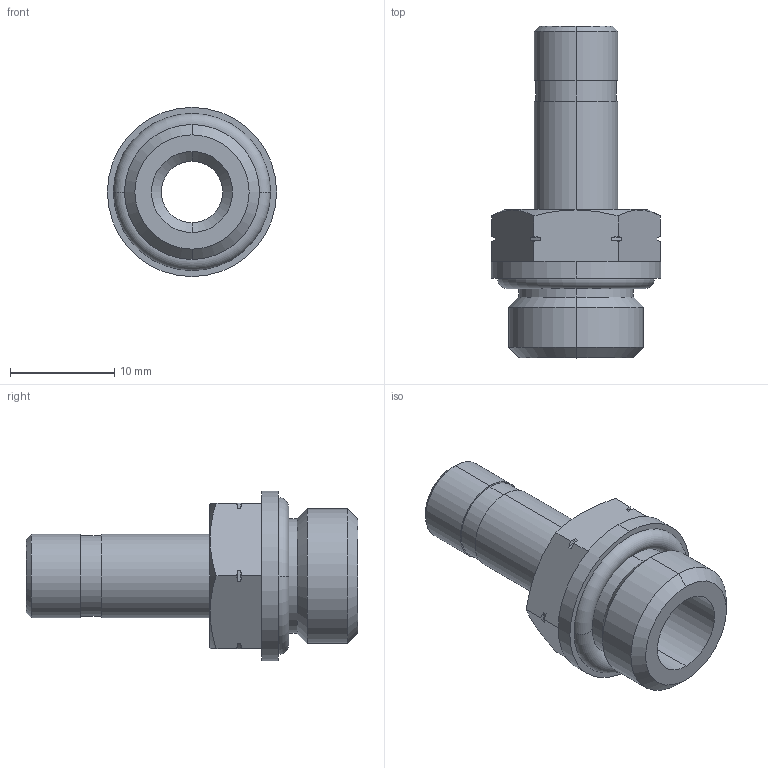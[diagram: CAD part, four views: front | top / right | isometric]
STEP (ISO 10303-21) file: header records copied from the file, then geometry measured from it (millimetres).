
FILE_DESCRIPTION (( 'STEP AP203' ), '1' );
FILE_NAME ('SA516-14N.step', '2016-02-15T19:55:09', ( '' ), ( '' ), 'SwSTEP 2.0', 'SolidWorks 2015', '' );
FILE_SCHEMA (( 'CONFIG_CONTROL_DESIGN' ));
Length unit declared in the file: millimetre
Products named in the file (1): SA516-14N
Bounding box: 16.25 x 31.88 x 16.25 mm (x, y, z)
Volume: 1946.9 mm3; surface area: 2357.3 mm2
Topology: 2 solids, 2 shells, 61 faces, 146 edges, 92 vertices
Faces by surface type: cone 22, cylinder 22, plane 13, torus 4
Entity records: 1925 total; most frequent: CARTESIAN_POINT 436, DIRECTION 296, ORIENTED_EDGE 292, EDGE_CURVE 146, AXIS2_PLACEMENT_3D 120, VERTEX_POINT 92, EDGE_LOOP 68, FACE_OUTER_BOUND 61
